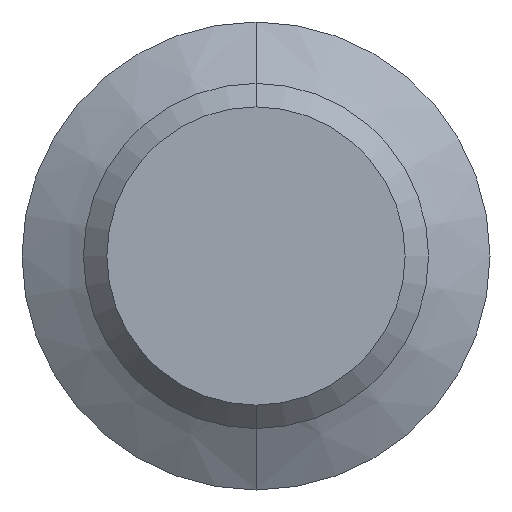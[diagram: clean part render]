
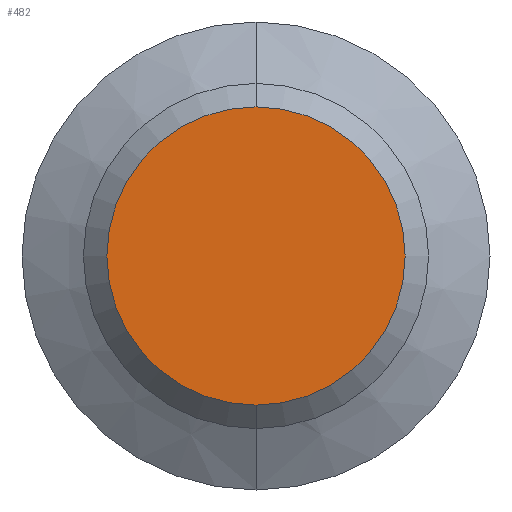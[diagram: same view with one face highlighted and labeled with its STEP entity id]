
A CAD part, front view. The second image highlights one B-rep face of the part: STEP entity #482.
In plain terms, the highlighted planar face has unit normal (0, -1, 0).
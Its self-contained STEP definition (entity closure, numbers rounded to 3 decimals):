
#1 = DIRECTION ( 'NONE',  ( 0., 0., -1. ) ) ;
#2 = DIRECTION ( 'NONE',  ( 0., -1., 0. ) ) ;
#3 = CARTESIAN_POINT ( 'NONE',  ( 1.275, 0., 0. ) ) ;
#6 = AXIS2_PLACEMENT_3D ( 'NONE', #3, #2, #1 ) ;
#10 = PLANE ( 'NONE',  #6 ) ;
#13 = FACE_OUTER_BOUND ( 'NONE', #531, .T. ) ;
#15 = DIRECTION ( 'NONE',  ( 0., 0., -1. ) ) ;
#16 = DIRECTION ( 'NONE',  ( 0., -1., 0. ) ) ;
#17 = AXIS2_PLACEMENT_3D ( 'NONE', #25, #16, #15 ) ;
#18 = CIRCLE ( 'NONE', #17, 1.275 ) ;
#25 = CARTESIAN_POINT ( 'NONE',  ( 0., 0., 0. ) ) ;
#91 = DIRECTION ( 'NONE',  ( 0., 0., -1. ) ) ;
#92 = DIRECTION ( 'NONE',  ( 0., -1., 0. ) ) ;
#93 = CARTESIAN_POINT ( 'NONE',  ( 0., 0., 0. ) ) ;
#94 = AXIS2_PLACEMENT_3D ( 'NONE', #93, #92, #91 ) ;
#95 = CIRCLE ( 'NONE', #94, 1.275 ) ;
#102 = CARTESIAN_POINT ( 'NONE',  ( 0., 0., -1.275 ) ) ;
#140 = CARTESIAN_POINT ( 'NONE',  ( 0., 0., 1.275 ) ) ;
#477 = EDGE_CURVE ( 'NONE', #513, #493, #18, .T. ) ;
#479 = ORIENTED_EDGE ( 'NONE', *, *, #488, .T. ) ;
#480 = ORIENTED_EDGE ( 'NONE', *, *, #477, .T. ) ;
#482 = ADVANCED_FACE ( 'NONE', ( #13 ), #10, .T. ) ;
#488 = EDGE_CURVE ( 'NONE', #493, #513, #95, .T. ) ;
#493 = VERTEX_POINT ( 'NONE', #102 ) ;
#513 = VERTEX_POINT ( 'NONE', #140 ) ;
#531 = EDGE_LOOP ( 'NONE', ( #480, #479 ) ) ;
